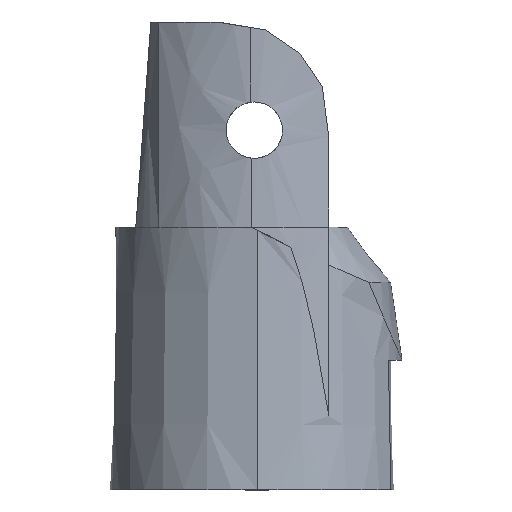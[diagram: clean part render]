
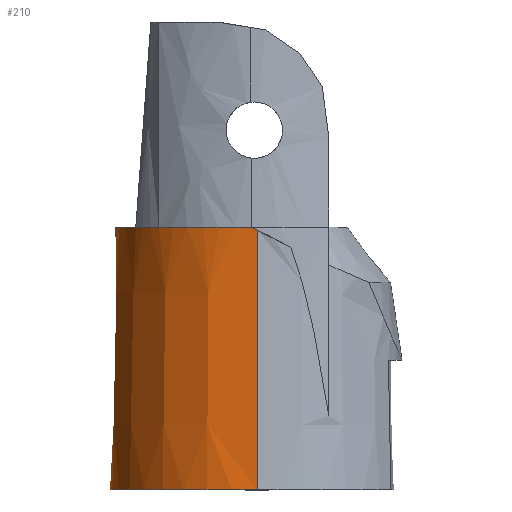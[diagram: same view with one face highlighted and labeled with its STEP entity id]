
A CAD part, left-side view. The second image highlights one B-rep face of the part: STEP entity #210.
In plain terms, the highlighted conical face has half-angle 1.198 degrees and reference radius 7.937 mm.
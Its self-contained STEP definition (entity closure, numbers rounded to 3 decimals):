
#7 = AXIS2_PLACEMENT_3D ( 'NONE', #541, #1488, #1505 ) ;
#35 = CARTESIAN_POINT ( 'NONE',  ( -18.81, 0.597, 14.85 ) ) ;
#39 = VERTEX_POINT ( 'NONE', #749 ) ;
#43 = CARTESIAN_POINT ( 'NONE',  ( -19.113, 0.597, 0.318 ) ) ;
#44 = CARTESIAN_POINT ( 'NONE',  ( -2.938, 0.927, 15.026 ) ) ;
#45 = DIRECTION ( 'NONE',  ( -1., 0., 0. ) ) ;
#82 = EDGE_CURVE ( 'NONE', #1732, #379, #595, .T. ) ;
#129 = CARTESIAN_POINT ( 'NONE',  ( -18.561, 2.76, 15.026 ) ) ;
#160 = CIRCLE ( 'NONE', #7, 7.937 ) ;
#189 = EDGE_CURVE ( 'NONE', #1785, #379, #292, .T. ) ;
#200 = DIRECTION ( 'NONE',  ( -1., 0., 0. ) ) ;
#209 = DIRECTION ( 'NONE',  ( 0., 0., -1. ) ) ;
#210 = ADVANCED_FACE ( 'NONE', ( #1479 ), #838, .T. ) ;
#225 = CARTESIAN_POINT ( 'NONE',  ( -10.868, 0.597, 15.026 ) ) ;
#234 = EDGE_CURVE ( 'NONE', #447, #1092, #160, .T. ) ;
#242 = DIRECTION ( 'NONE',  ( 0., 0., -1. ) ) ;
#251 = CARTESIAN_POINT ( 'NONE',  ( -2.931, 0.597, 15.026 ) ) ;
#259 = EDGE_CURVE ( 'NONE', #39, #351, #1522, .T. ) ;
#274 = CARTESIAN_POINT ( 'NONE',  ( -18.805, 0.817, 14.967 ) ) ;
#292 = B_SPLINE_CURVE_WITH_KNOTS ( 'NONE', 3,
 ( #1341, #798, #129, #805 ),
 .UNSPECIFIED., .F., .F.,
 ( 4, 4 ),
 ( 0., 1. ),
 .UNSPECIFIED. ) ;
#313 = ORIENTED_EDGE ( 'NONE', *, *, #418, .F. ) ;
#351 = VERTEX_POINT ( 'NONE', #712 ) ;
#378 = LINE ( 'NONE', #603, #1152 ) ;
#379 = VERTEX_POINT ( 'NONE', #561 ) ;
#380 = CARTESIAN_POINT ( 'NONE',  ( -16.585, 6.104, 15.026 ) ) ;
#392 = DIRECTION ( 'NONE',  ( 0.021, 0., -1. ) ) ;
#396 = ORIENTED_EDGE ( 'NONE', *, *, #979, .F. ) ;
#397 = VERTEX_POINT ( 'NONE', #43 ) ;
#411 = AXIS2_PLACEMENT_3D ( 'NONE', #909, #509, #1074 ) ;
#418 = EDGE_CURVE ( 'NONE', #397, #351, #511, .T. ) ;
#447 = VERTEX_POINT ( 'NONE', #1676 ) ;
#459 = CARTESIAN_POINT ( 'NONE',  ( -6.782, 7.402, 15.026 ) ) ;
#509 = DIRECTION ( 'NONE',  ( 0., 0., -1. ) ) ;
#511 = CIRCLE ( 'NONE', #562, 8.245 ) ;
#521 = DIRECTION ( 'NONE',  ( -1., 0., 0. ) ) ;
#536 = AXIS2_PLACEMENT_3D ( 'NONE', #796, #209, #653 ) ;
#538 = CARTESIAN_POINT ( 'NONE',  ( -18.81, 0.597, 14.85 ) ) ;
#541 = CARTESIAN_POINT ( 'NONE',  ( -10.868, 0.597, 15.026 ) ) ;
#542 = CARTESIAN_POINT ( 'NONE',  ( -18.799, 0.927, 15.026 ) ) ;
#551 = CIRCLE ( 'NONE', #536, 7.937 ) ;
#553 = ORIENTED_EDGE ( 'NONE', *, *, #757, .T. ) ;
#561 = CARTESIAN_POINT ( 'NONE',  ( -18.211, 3.612, 15.026 ) ) ;
#562 = AXIS2_PLACEMENT_3D ( 'NONE', #1541, #1553, #45 ) ;
#574 = CARTESIAN_POINT ( 'NONE',  ( -18.799, 0.927, 15.026 ) ) ;
#595 = CIRCLE ( 'NONE', #1565, 7.937 ) ;
#602 = EDGE_CURVE ( 'NONE', #1242, #397, #378, .T. ) ;
#603 = CARTESIAN_POINT ( 'NONE',  ( -18.806, 0.597, 15.026 ) ) ;
#619 = CARTESIAN_POINT ( 'NONE',  ( -2.932, 0.817, 14.967 ) ) ;
#635 = DIRECTION ( 'NONE',  ( 0., 0., 1. ) ) ;
#653 = DIRECTION ( 'NONE',  ( 1., 0., 0. ) ) ;
#670 = EDGE_CURVE ( 'NONE', #1470, #447, #551, .T. ) ;
#674 = ORIENTED_EDGE ( 'NONE', *, *, #259, .T. ) ;
#685 = AXIS2_PLACEMENT_3D ( 'NONE', #1211, #242, #521 ) ;
#712 = CARTESIAN_POINT ( 'NONE',  ( -2.623, 0.597, 0.318 ) ) ;
#748 = EDGE_LOOP ( 'NONE', ( #1632, #674, #313, #854, #396, #1072, #962, #790, #553, #1659, #1692 ) ) ;
#749 = CARTESIAN_POINT ( 'NONE',  ( -2.927, 0.597, 14.85 ) ) ;
#757 = EDGE_CURVE ( 'NONE', #1240, #1470, #964, .T. ) ;
#762 = CARTESIAN_POINT ( 'NONE',  ( -2.927, 0.597, 14.85 ) ) ;
#782 = B_SPLINE_CURVE_WITH_KNOTS ( 'NONE', 3,
 ( #574, #274, #1532, #35 ),
 .UNSPECIFIED., .F., .F.,
 ( 4, 4 ),
 ( 0., 0. ),
 .UNSPECIFIED. ) ;
#790 = ORIENTED_EDGE ( 'NONE', *, *, #1512, .F. ) ;
#796 = CARTESIAN_POINT ( 'NONE',  ( -10.868, 0.597, 15.026 ) ) ;
#798 = CARTESIAN_POINT ( 'NONE',  ( -18.761, 1.847, 15.026 ) ) ;
#805 = CARTESIAN_POINT ( 'NONE',  ( -18.211, 3.612, 15.026 ) ) ;
#838 = CONICAL_SURFACE ( 'NONE', #685, 7.937, 0.021 ) ;
#854 = ORIENTED_EDGE ( 'NONE', *, *, #602, .F. ) ;
#909 = CARTESIAN_POINT ( 'NONE',  ( -10.868, 0.597, 15.026 ) ) ;
#916 = AXIS2_PLACEMENT_3D ( 'NONE', #1462, #1447, #200 ) ;
#962 = ORIENTED_EDGE ( 'NONE', *, *, #82, .F. ) ;
#964 = CIRCLE ( 'NONE', #411, 7.937 ) ;
#979 = EDGE_CURVE ( 'NONE', #1785, #1242, #782, .T. ) ;
#1030 = DIRECTION ( 'NONE',  ( -0.021, 0., -1. ) ) ;
#1072 = ORIENTED_EDGE ( 'NONE', *, *, #189, .T. ) ;
#1074 = DIRECTION ( 'NONE',  ( -1., 0., 0. ) ) ;
#1092 = VERTEX_POINT ( 'NONE', #44 ) ;
#1152 = VECTOR ( 'NONE', #1030, 1000. ) ;
#1155 = VECTOR ( 'NONE', #392, 1000. ) ;
#1189 = CARTESIAN_POINT ( 'NONE',  ( -2.938, 0.927, 15.026 ) ) ;
#1211 = CARTESIAN_POINT ( 'NONE',  ( -10.868, 0.597, 15.026 ) ) ;
#1240 = VERTEX_POINT ( 'NONE', #1297 ) ;
#1242 = VERTEX_POINT ( 'NONE', #538 ) ;
#1279 = B_SPLINE_CURVE_WITH_KNOTS ( 'NONE', 3,
 ( #762, #1727, #619, #1189 ),
 .UNSPECIFIED., .F., .F.,
 ( 4, 4 ),
 ( 0.008, 0.008 ),
 .UNSPECIFIED. ) ;
#1297 = CARTESIAN_POINT ( 'NONE',  ( -14.955, 7.402, 15.026 ) ) ;
#1341 = CARTESIAN_POINT ( 'NONE',  ( -18.799, 0.927, 15.026 ) ) ;
#1447 = DIRECTION ( 'NONE',  ( 0., 0., 1. ) ) ;
#1457 = CIRCLE ( 'NONE', #916, 7.937 ) ;
#1462 = CARTESIAN_POINT ( 'NONE',  ( -10.868, 0.597, 15.026 ) ) ;
#1470 = VERTEX_POINT ( 'NONE', #459 ) ;
#1479 = FACE_OUTER_BOUND ( 'NONE', #748, .T. ) ;
#1488 = DIRECTION ( 'NONE',  ( 0., 0., -1. ) ) ;
#1505 = DIRECTION ( 'NONE',  ( -1., 0., 0. ) ) ;
#1512 = EDGE_CURVE ( 'NONE', #1240, #1732, #1457, .T. ) ;
#1522 = LINE ( 'NONE', #251, #1155 ) ;
#1532 = CARTESIAN_POINT ( 'NONE',  ( -18.808, 0.707, 14.908 ) ) ;
#1541 = CARTESIAN_POINT ( 'NONE',  ( -10.868, 0.597, 0.318 ) ) ;
#1553 = DIRECTION ( 'NONE',  ( 0., 0., -1. ) ) ;
#1565 = AXIS2_PLACEMENT_3D ( 'NONE', #225, #635, #1746 ) ;
#1599 = EDGE_CURVE ( 'NONE', #39, #1092, #1279, .T. ) ;
#1632 = ORIENTED_EDGE ( 'NONE', *, *, #1599, .F. ) ;
#1659 = ORIENTED_EDGE ( 'NONE', *, *, #670, .T. ) ;
#1676 = CARTESIAN_POINT ( 'NONE',  ( -5.152, 6.104, 15.026 ) ) ;
#1692 = ORIENTED_EDGE ( 'NONE', *, *, #234, .T. ) ;
#1727 = CARTESIAN_POINT ( 'NONE',  ( -2.929, 0.707, 14.908 ) ) ;
#1732 = VERTEX_POINT ( 'NONE', #380 ) ;
#1746 = DIRECTION ( 'NONE',  ( 1., 0., 0. ) ) ;
#1785 = VERTEX_POINT ( 'NONE', #542 ) ;
